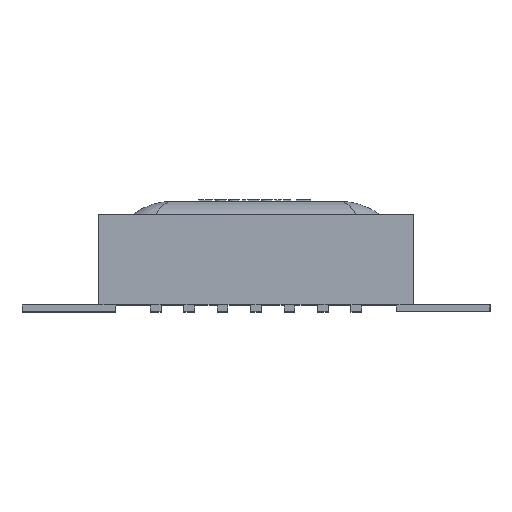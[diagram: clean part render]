
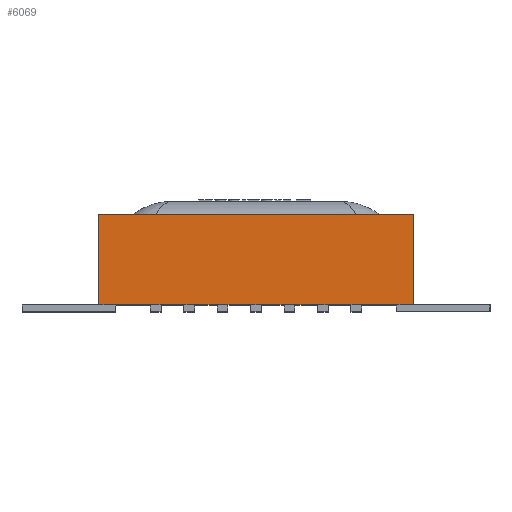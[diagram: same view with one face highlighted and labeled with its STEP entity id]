
A CAD part, top view. The second image highlights one B-rep face of the part: STEP entity #6069.
In plain terms, the highlighted planar face has unit normal (0, 0, 1).
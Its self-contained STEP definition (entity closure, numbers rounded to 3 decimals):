
#68 = DIRECTION ( 'NONE',  ( -1., 0., 0. ) ) ;
#71 = LINE ( 'NONE', #2242, #3562 ) ;
#105 = DIRECTION ( 'NONE',  ( 0., 0., -1. ) ) ;
#136 = CARTESIAN_POINT ( 'NONE',  ( -10.397, 2.7, 4.486 ) ) ;
#191 = PLANE ( 'NONE',  #11571 ) ;
#287 = VECTOR ( 'NONE', #9263, 1000. ) ;
#369 = VERTEX_POINT ( 'NONE', #10828 ) ;
#649 = EDGE_CURVE ( 'NONE', #12240, #3087, #3053, .T. ) ;
#673 = CARTESIAN_POINT ( 'NONE',  ( -4.537, 0., 4.486 ) ) ;
#1099 = VECTOR ( 'NONE', #7110, 1000. ) ;
#1180 = DIRECTION ( 'NONE',  ( 1., 0., 0. ) ) ;
#1228 = VERTEX_POINT ( 'NONE', #6325 ) ;
#1647 = EDGE_CURVE ( 'NONE', #3952, #13511, #13417, .T. ) ;
#1705 = EDGE_CURVE ( 'NONE', #11082, #12240, #12134, .T. ) ;
#1719 = EDGE_CURVE ( 'NONE', #1228, #3952, #12251, .T. ) ;
#1846 = VECTOR ( 'NONE', #1180, 1000. ) ;
#1890 = CARTESIAN_POINT ( 'NONE',  ( -10.397, 0., 4.486 ) ) ;
#2079 = DIRECTION ( 'NONE',  ( 1., 0., 0. ) ) ;
#2242 = CARTESIAN_POINT ( 'NONE',  ( -10.397, 0., 4.486 ) ) ;
#2430 = DIRECTION ( 'NONE',  ( 0., -1., 0. ) ) ;
#2447 = CARTESIAN_POINT ( 'NONE',  ( -10.397, 2.7, 4.486 ) ) ;
#3023 = VECTOR ( 'NONE', #14579, 1000. ) ;
#3053 = LINE ( 'NONE', #1890, #3023 ) ;
#3087 = VERTEX_POINT ( 'NONE', #4930 ) ;
#3288 = EDGE_CURVE ( 'NONE', #10990, #8344, #11095, .T. ) ;
#3453 = VERTEX_POINT ( 'NONE', #9944 ) ;
#3561 = CARTESIAN_POINT ( 'NONE',  ( -10.397, 0., 4.486 ) ) ;
#3562 = VECTOR ( 'NONE', #2079, 1000. ) ;
#3593 = VECTOR ( 'NONE', #13367, 1000. ) ;
#3607 = EDGE_CURVE ( 'NONE', #12734, #3625, #12306, .T. ) ;
#3625 = VERTEX_POINT ( 'NONE', #15918 ) ;
#3952 = VERTEX_POINT ( 'NONE', #9259 ) ;
#3957 = CARTESIAN_POINT ( 'NONE',  ( -3.857, 0., 4.486 ) ) ;
#3972 = VECTOR ( 'NONE', #4458, 1000. ) ;
#4033 = EDGE_CURVE ( 'NONE', #6279, #3625, #16096, .T. ) ;
#4067 = EDGE_CURVE ( 'NONE', #3087, #6279, #13639, .T. ) ;
#4086 = CARTESIAN_POINT ( 'NONE',  ( -10.397, 0., 4.486 ) ) ;
#4186 = CARTESIAN_POINT ( 'NONE',  ( -10.397, 0., 4.486 ) ) ;
#4458 = DIRECTION ( 'NONE',  ( 1., 0., 0. ) ) ;
#4588 = LINE ( 'NONE', #7223, #1099 ) ;
#4680 = CARTESIAN_POINT ( 'NONE',  ( -8.537, 0., 4.486 ) ) ;
#4930 = CARTESIAN_POINT ( 'NONE',  ( -2.857, 0., 4.486 ) ) ;
#5130 = DIRECTION ( 'NONE',  ( 1., 0., 0. ) ) ;
#5194 = CARTESIAN_POINT ( 'NONE',  ( -0.997, 2.7, 4.486 ) ) ;
#5204 = DIRECTION ( 'NONE',  ( 1., 0., 0. ) ) ;
#5281 = EDGE_CURVE ( 'NONE', #3453, #10990, #71, .T. ) ;
#5374 = CARTESIAN_POINT ( 'NONE',  ( -10.397, 2.7, 4.486 ) ) ;
#5410 = CARTESIAN_POINT ( 'NONE',  ( -10.397, 0., 4.486 ) ) ;
#5485 = EDGE_CURVE ( 'NONE', #8344, #8298, #13710, .T. ) ;
#5601 = LINE ( 'NONE', #5374, #12129 ) ;
#5666 = DIRECTION ( 'NONE',  ( 1., 0., 0. ) ) ;
#5731 = DIRECTION ( 'NONE',  ( 1., 0., 0. ) ) ;
#6069 = ADVANCED_FACE ( 'NONE', ( #13843 ), #191, .F. ) ;
#6071 = DIRECTION ( 'NONE',  ( 1., 0., 0. ) ) ;
#6136 = CARTESIAN_POINT ( 'NONE',  ( -10.397, 0., 4.486 ) ) ;
#6271 = EDGE_CURVE ( 'NONE', #13511, #15155, #13689, .T. ) ;
#6279 = VERTEX_POINT ( 'NONE', #12277 ) ;
#6325 = CARTESIAN_POINT ( 'NONE',  ( -10.397, 0., 4.486 ) ) ;
#6574 = VERTEX_POINT ( 'NONE', #12787 ) ;
#6596 = CARTESIAN_POINT ( 'NONE',  ( -10.397, 0., 4.486 ) ) ;
#6642 = VECTOR ( 'NONE', #8583, 1000. ) ;
#6763 = DIRECTION ( 'NONE',  ( 0., -1., 0. ) ) ;
#6937 = CARTESIAN_POINT ( 'NONE',  ( -5.857, 0., 4.486 ) ) ;
#7110 = DIRECTION ( 'NONE',  ( 1., 0., 0. ) ) ;
#7223 = CARTESIAN_POINT ( 'NONE',  ( -10.397, 0., 4.486 ) ) ;
#7351 = LINE ( 'NONE', #4086, #13422 ) ;
#7477 = EDGE_CURVE ( 'NONE', #369, #3453, #9362, .T. ) ;
#8298 = VERTEX_POINT ( 'NONE', #10943 ) ;
#8344 = VERTEX_POINT ( 'NONE', #8614 ) ;
#8463 = EDGE_CURVE ( 'NONE', #12057, #12734, #5601, .T. ) ;
#8583 = DIRECTION ( 'NONE',  ( 1., 0., 0. ) ) ;
#8614 = CARTESIAN_POINT ( 'NONE',  ( -5.537, 0., 4.486 ) ) ;
#8622 = CARTESIAN_POINT ( 'NONE',  ( -10.397, 0., 4.486 ) ) ;
#8648 = LINE ( 'NONE', #2447, #11899 ) ;
#8761 = DIRECTION ( 'NONE',  ( 1., 0., 0. ) ) ;
#8871 = VECTOR ( 'NONE', #5204, 1000. ) ;
#9038 = VECTOR ( 'NONE', #8761, 1000. ) ;
#9152 = EDGE_CURVE ( 'NONE', #15155, #6574, #7351, .T. ) ;
#9196 = EDGE_CURVE ( 'NONE', #12057, #1228, #8648, .T. ) ;
#9259 = CARTESIAN_POINT ( 'NONE',  ( -8.857, 0., 4.486 ) ) ;
#9263 = DIRECTION ( 'NONE',  ( 1., 0., 0. ) ) ;
#9362 = LINE ( 'NONE', #6136, #15901 ) ;
#9633 = VERTEX_POINT ( 'NONE', #673 ) ;
#9944 = CARTESIAN_POINT ( 'NONE',  ( -6.537, 0., 4.486 ) ) ;
#10043 = LINE ( 'NONE', #4186, #287 ) ;
#10393 = CARTESIAN_POINT ( 'NONE',  ( -10.397, 0., 4.486 ) ) ;
#10797 = LINE ( 'NONE', #13850, #1846 ) ;
#10828 = CARTESIAN_POINT ( 'NONE',  ( -6.857, 0., 4.486 ) ) ;
#10869 = EDGE_CURVE ( 'NONE', #9633, #11082, #4588, .T. ) ;
#10943 = CARTESIAN_POINT ( 'NONE',  ( -4.857, 0., 4.486 ) ) ;
#10990 = VERTEX_POINT ( 'NONE', #6937 ) ;
#11082 = VERTEX_POINT ( 'NONE', #3957 ) ;
#11095 = LINE ( 'NONE', #13437, #3972 ) ;
#11238 = CARTESIAN_POINT ( 'NONE',  ( -3.537, 0., 4.486 ) ) ;
#11242 = DIRECTION ( 'NONE',  ( 1., 0., 0. ) ) ;
#11248 = ORIENTED_EDGE ( 'NONE', *, *, #9196, .T. ) ;
#11267 = ORIENTED_EDGE ( 'NONE', *, *, #8463, .F. ) ;
#11294 = ORIENTED_EDGE ( 'NONE', *, *, #3607, .F. ) ;
#11349 = ORIENTED_EDGE ( 'NONE', *, *, #4033, .T. ) ;
#11448 = ORIENTED_EDGE ( 'NONE', *, *, #4067, .T. ) ;
#11466 = ORIENTED_EDGE ( 'NONE', *, *, #649, .T. ) ;
#11571 = AXIS2_PLACEMENT_3D ( 'NONE', #136, #105, #68 ) ;
#11608 = ORIENTED_EDGE ( 'NONE', *, *, #1705, .T. ) ;
#11640 = ORIENTED_EDGE ( 'NONE', *, *, #10869, .T. ) ;
#11672 = CARTESIAN_POINT ( 'NONE',  ( -0.997, 2.7, 4.486 ) ) ;
#11673 = ORIENTED_EDGE ( 'NONE', *, *, #12820, .T. ) ;
#11687 = ORIENTED_EDGE ( 'NONE', *, *, #5485, .T. ) ;
#11730 = ORIENTED_EDGE ( 'NONE', *, *, #3288, .T. ) ;
#11758 = EDGE_LOOP ( 'NONE', ( #12121, #12105, #12090, #12015, #11906, #11853, #11838, #11730, #11687, #11673, #11640, #11608, #11466, #11448, #11349, #11294, #11267, #11248 ) ) ;
#11838 = ORIENTED_EDGE ( 'NONE', *, *, #5281, .T. ) ;
#11853 = ORIENTED_EDGE ( 'NONE', *, *, #7477, .T. ) ;
#11899 = VECTOR ( 'NONE', #2430, 1000. ) ;
#11906 = ORIENTED_EDGE ( 'NONE', *, *, #14265, .T. ) ;
#12015 = ORIENTED_EDGE ( 'NONE', *, *, #9152, .T. ) ;
#12057 = VERTEX_POINT ( 'NONE', #13531 ) ;
#12066 = DIRECTION ( 'NONE',  ( 1., 0., 0. ) ) ;
#12090 = ORIENTED_EDGE ( 'NONE', *, *, #6271, .T. ) ;
#12105 = ORIENTED_EDGE ( 'NONE', *, *, #1647, .T. ) ;
#12121 = ORIENTED_EDGE ( 'NONE', *, *, #1719, .T. ) ;
#12129 = VECTOR ( 'NONE', #11242, 1000. ) ;
#12134 = LINE ( 'NONE', #5410, #9038 ) ;
#12240 = VERTEX_POINT ( 'NONE', #11238 ) ;
#12251 = LINE ( 'NONE', #3561, #8871 ) ;
#12277 = CARTESIAN_POINT ( 'NONE',  ( -2.537, 0., 4.486 ) ) ;
#12306 = LINE ( 'NONE', #5194, #12360 ) ;
#12360 = VECTOR ( 'NONE', #6763, 1000. ) ;
#12630 = VECTOR ( 'NONE', #12066, 1000. ) ;
#12734 = VERTEX_POINT ( 'NONE', #11672 ) ;
#12787 = CARTESIAN_POINT ( 'NONE',  ( -7.537, 0., 4.486 ) ) ;
#12820 = EDGE_CURVE ( 'NONE', #8298, #9633, #10043, .T. ) ;
#13171 = CARTESIAN_POINT ( 'NONE',  ( -7.857, 0., 4.486 ) ) ;
#13367 = DIRECTION ( 'NONE',  ( 1., 0., 0. ) ) ;
#13417 = LINE ( 'NONE', #14262, #12630 ) ;
#13422 = VECTOR ( 'NONE', #5666, 1000. ) ;
#13437 = CARTESIAN_POINT ( 'NONE',  ( -10.397, 0., 4.486 ) ) ;
#13511 = VERTEX_POINT ( 'NONE', #4680 ) ;
#13531 = CARTESIAN_POINT ( 'NONE',  ( -10.397, 2.7, 4.486 ) ) ;
#13639 = LINE ( 'NONE', #15403, #15722 ) ;
#13689 = LINE ( 'NONE', #10393, #3593 ) ;
#13710 = LINE ( 'NONE', #8622, #6642 ) ;
#13843 = FACE_OUTER_BOUND ( 'NONE', #11758, .T. ) ;
#13850 = CARTESIAN_POINT ( 'NONE',  ( -10.397, 0., 4.486 ) ) ;
#14262 = CARTESIAN_POINT ( 'NONE',  ( -10.397, 0., 4.486 ) ) ;
#14265 = EDGE_CURVE ( 'NONE', #6574, #369, #10797, .T. ) ;
#14579 = DIRECTION ( 'NONE',  ( 1., 0., 0. ) ) ;
#15155 = VERTEX_POINT ( 'NONE', #13171 ) ;
#15403 = CARTESIAN_POINT ( 'NONE',  ( -10.397, 0., 4.486 ) ) ;
#15537 = VECTOR ( 'NONE', #5731, 1000. ) ;
#15722 = VECTOR ( 'NONE', #5130, 1000. ) ;
#15901 = VECTOR ( 'NONE', #6071, 1000. ) ;
#15918 = CARTESIAN_POINT ( 'NONE',  ( -0.997, 0., 4.486 ) ) ;
#16096 = LINE ( 'NONE', #6596, #15537 ) ;
